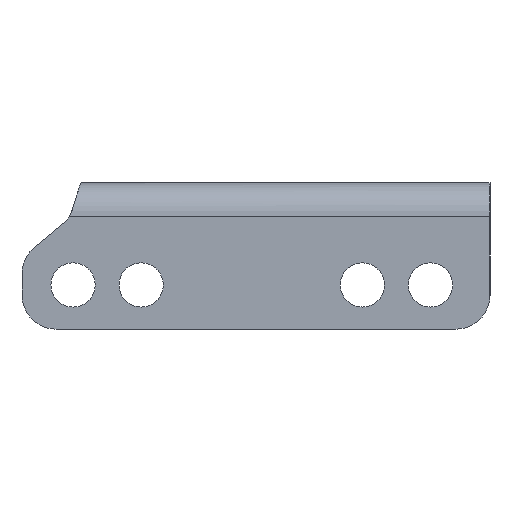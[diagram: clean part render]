
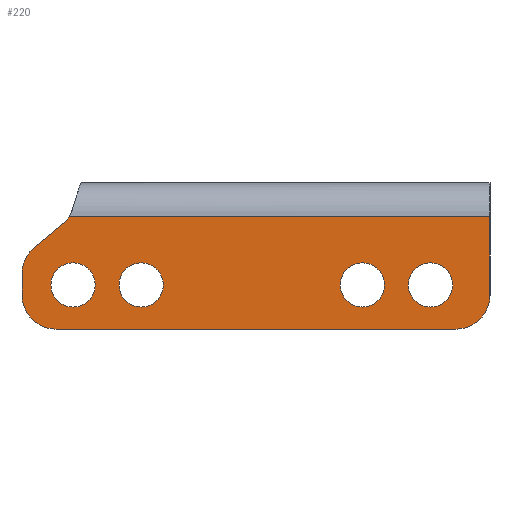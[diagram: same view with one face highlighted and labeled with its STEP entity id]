
A CAD part, left-side view. The second image highlights one B-rep face of the part: STEP entity #220.
In plain terms, the highlighted planar face has unit normal (-1, 0, 0).
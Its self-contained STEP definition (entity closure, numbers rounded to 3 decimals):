
#220=ADVANCED_FACE('',(#340,#341,#342,#343,#344),#322,.T.);
#322=PLANE('',#1959);
#340=FACE_BOUND('',#404,.T.);
#341=FACE_BOUND('',#405,.T.);
#342=FACE_BOUND('',#406,.T.);
#343=FACE_BOUND('',#407,.T.);
#344=FACE_BOUND('',#408,.T.);
#404=EDGE_LOOP('',(#714,#715,#716,#717,#718,#719,#720,#721,#722));
#405=EDGE_LOOP('',(#723,#724));
#406=EDGE_LOOP('',(#725,#726));
#407=EDGE_LOOP('',(#727,#728));
#408=EDGE_LOOP('',(#729,#730));
#564=CIRCLE('',#1947,3.);
#565=CIRCLE('',#1948,2.);
#566=CIRCLE('',#1949,2.);
#567=CIRCLE('',#1950,2.);
#568=CIRCLE('',#1951,1.3);
#569=CIRCLE('',#1952,1.3);
#570=CIRCLE('',#1953,1.3);
#571=CIRCLE('',#1954,1.3);
#572=CIRCLE('',#1955,1.3);
#573=CIRCLE('',#1956,1.3);
#574=CIRCLE('',#1957,1.3);
#575=CIRCLE('',#1958,1.3);
#714=ORIENTED_EDGE('',*,*,#1436,.F.);
#715=ORIENTED_EDGE('',*,*,#1437,.T.);
#716=ORIENTED_EDGE('',*,*,#1438,.F.);
#717=ORIENTED_EDGE('',*,*,#1439,.T.);
#718=ORIENTED_EDGE('',*,*,#1440,.T.);
#719=ORIENTED_EDGE('',*,*,#1441,.T.);
#720=ORIENTED_EDGE('',*,*,#1442,.T.);
#721=ORIENTED_EDGE('',*,*,#1443,.F.);
#722=ORIENTED_EDGE('',*,*,#1444,.T.);
#723=ORIENTED_EDGE('',*,*,#1445,.F.);
#724=ORIENTED_EDGE('',*,*,#1446,.F.);
#725=ORIENTED_EDGE('',*,*,#1447,.F.);
#726=ORIENTED_EDGE('',*,*,#1448,.F.);
#727=ORIENTED_EDGE('',*,*,#1449,.F.);
#728=ORIENTED_EDGE('',*,*,#1450,.F.);
#729=ORIENTED_EDGE('',*,*,#1451,.F.);
#730=ORIENTED_EDGE('',*,*,#1452,.F.);
#1262=VERTEX_POINT('',#2819);
#1263=VERTEX_POINT('',#2820);
#1264=VERTEX_POINT('',#2822);
#1265=VERTEX_POINT('',#2824);
#1266=VERTEX_POINT('',#2826);
#1267=VERTEX_POINT('',#2828);
#1268=VERTEX_POINT('',#2830);
#1269=VERTEX_POINT('',#2832);
#1270=VERTEX_POINT('',#2834);
#1271=VERTEX_POINT('',#2837);
#1272=VERTEX_POINT('',#2838);
#1273=VERTEX_POINT('',#2841);
#1274=VERTEX_POINT('',#2842);
#1275=VERTEX_POINT('',#2845);
#1276=VERTEX_POINT('',#2846);
#1277=VERTEX_POINT('',#2849);
#1278=VERTEX_POINT('',#2850);
#1436=EDGE_CURVE('',#1262,#1263,#1710,.T.);
#1437=EDGE_CURVE('',#1262,#1264,#1711,.T.);
#1438=EDGE_CURVE('',#1265,#1264,#564,.T.);
#1439=EDGE_CURVE('',#1265,#1266,#1712,.T.);
#1440=EDGE_CURVE('',#1266,#1267,#565,.T.);
#1441=EDGE_CURVE('',#1267,#1268,#1713,.T.);
#1442=EDGE_CURVE('',#1268,#1269,#566,.T.);
#1443=EDGE_CURVE('',#1270,#1269,#1714,.T.);
#1444=EDGE_CURVE('',#1270,#1263,#567,.T.);
#1445=EDGE_CURVE('',#1271,#1272,#568,.T.);
#1446=EDGE_CURVE('',#1272,#1271,#569,.T.);
#1447=EDGE_CURVE('',#1273,#1274,#570,.T.);
#1448=EDGE_CURVE('',#1274,#1273,#571,.T.);
#1449=EDGE_CURVE('',#1275,#1276,#572,.T.);
#1450=EDGE_CURVE('',#1276,#1275,#573,.T.);
#1451=EDGE_CURVE('',#1277,#1278,#574,.T.);
#1452=EDGE_CURVE('',#1278,#1277,#575,.T.);
#1710=LINE('',#2818,#1828);
#1711=LINE('',#2821,#1829);
#1712=LINE('',#2825,#1830);
#1713=LINE('',#2829,#1831);
#1714=LINE('',#2833,#1832);
#1828=VECTOR('',#2199,1.);
#1829=VECTOR('',#2200,1.);
#1830=VECTOR('',#2203,1.);
#1831=VECTOR('',#2206,1.);
#1832=VECTOR('',#2209,1.);
#1947=AXIS2_PLACEMENT_3D('',#2823,#2201,#2202);
#1948=AXIS2_PLACEMENT_3D('',#2827,#2204,#2205);
#1949=AXIS2_PLACEMENT_3D('',#2831,#2207,#2208);
#1950=AXIS2_PLACEMENT_3D('',#2835,#2210,#2211);
#1951=AXIS2_PLACEMENT_3D('',#2836,#2212,#2213);
#1952=AXIS2_PLACEMENT_3D('',#2839,#2214,#2215);
#1953=AXIS2_PLACEMENT_3D('',#2840,#2216,#2217);
#1954=AXIS2_PLACEMENT_3D('',#2843,#2218,#2219);
#1955=AXIS2_PLACEMENT_3D('',#2844,#2220,#2221);
#1956=AXIS2_PLACEMENT_3D('',#2847,#2222,#2223);
#1957=AXIS2_PLACEMENT_3D('',#2848,#2224,#2225);
#1958=AXIS2_PLACEMENT_3D('',#2851,#2226,#2227);
#1959=AXIS2_PLACEMENT_3D('',#2852,#2228,#2229);
#2199=DIRECTION('',(0.,0.,-1.));
#2200=DIRECTION('',(0.,1.,0.));
#2201=DIRECTION('',(-1.,0.,0.));
#2202=DIRECTION('',(0.,-0.643,-0.766));
#2203=DIRECTION('',(0.,0.766,-0.643));
#2204=DIRECTION('',(-1.,0.,0.));
#2205=DIRECTION('',(0.,0.643,0.766));
#2206=DIRECTION('',(0.,0.,-1.));
#2207=DIRECTION('',(-1.,0.,0.));
#2208=DIRECTION('',(0.,1.,0.));
#2209=DIRECTION('',(0.,1.,0.));
#2210=DIRECTION('',(-1.,0.,0.));
#2211=DIRECTION('',(0.,0.,-1.));
#2212=DIRECTION('',(-1.,0.,0.));
#2213=DIRECTION('',(0.,-1.,0.));
#2214=DIRECTION('',(-1.,0.,0.));
#2215=DIRECTION('',(0.,1.,0.));
#2216=DIRECTION('',(-1.,0.,0.));
#2217=DIRECTION('',(0.,-1.,0.));
#2218=DIRECTION('',(-1.,0.,0.));
#2219=DIRECTION('',(0.,1.,0.));
#2220=DIRECTION('',(-1.,0.,0.));
#2221=DIRECTION('',(0.,-1.,0.));
#2222=DIRECTION('',(-1.,0.,0.));
#2223=DIRECTION('',(0.,1.,0.));
#2224=DIRECTION('',(-1.,0.,0.));
#2225=DIRECTION('',(0.,-1.,0.));
#2226=DIRECTION('',(-1.,0.,0.));
#2227=DIRECTION('',(0.,1.,0.));
#2228=DIRECTION('',(-1.,0.,0.));
#2229=DIRECTION('',(0.,0.,1.));
#2818=CARTESIAN_POINT('',(20.5,-250.,19.));
#2819=CARTESIAN_POINT('',(20.5,-250.,19.));
#2820=CARTESIAN_POINT('',(20.5,-250.,14.4));
#2821=CARTESIAN_POINT('',(20.5,-250.,19.));
#2822=CARTESIAN_POINT('',(20.5,-225.293,19.));
#2823=CARTESIAN_POINT('',(20.5,-223.,20.934));
#2824=CARTESIAN_POINT('',(20.5,-224.928,18.636));
#2825=CARTESIAN_POINT('',(20.5,-224.928,18.636));
#2826=CARTESIAN_POINT('',(20.5,-223.214,17.198));
#2827=CARTESIAN_POINT('',(20.5,-224.5,15.666));
#2828=CARTESIAN_POINT('',(20.5,-222.5,15.666));
#2829=CARTESIAN_POINT('',(20.5,-222.5,15.666));
#2830=CARTESIAN_POINT('',(20.5,-222.5,14.4));
#2831=CARTESIAN_POINT('',(20.5,-224.5,14.4));
#2832=CARTESIAN_POINT('',(20.5,-224.5,12.4));
#2833=CARTESIAN_POINT('',(20.5,-248.,12.4));
#2834=CARTESIAN_POINT('',(20.5,-248.,12.4));
#2835=CARTESIAN_POINT('',(20.5,-248.,14.4));
#2836=CARTESIAN_POINT('',(20.5,-242.5,15.));
#2837=CARTESIAN_POINT('',(20.5,-243.8,15.));
#2838=CARTESIAN_POINT('',(20.5,-241.2,15.));
#2839=CARTESIAN_POINT('',(20.5,-242.5,15.));
#2840=CARTESIAN_POINT('',(20.5,-225.5,15.));
#2841=CARTESIAN_POINT('',(20.5,-226.8,15.));
#2842=CARTESIAN_POINT('',(20.5,-224.2,15.));
#2843=CARTESIAN_POINT('',(20.5,-225.5,15.));
#2844=CARTESIAN_POINT('',(20.5,-246.5,15.));
#2845=CARTESIAN_POINT('',(20.5,-247.8,15.));
#2846=CARTESIAN_POINT('',(20.5,-245.2,15.));
#2847=CARTESIAN_POINT('',(20.5,-246.5,15.));
#2848=CARTESIAN_POINT('',(20.5,-229.5,15.));
#2849=CARTESIAN_POINT('',(20.5,-230.8,15.));
#2850=CARTESIAN_POINT('',(20.5,-228.2,15.));
#2851=CARTESIAN_POINT('',(20.5,-229.5,15.));
#2852=CARTESIAN_POINT('',(20.5,-250.,19.));
